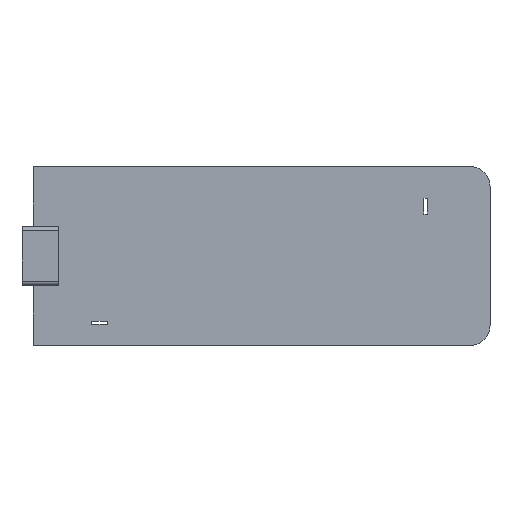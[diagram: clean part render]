
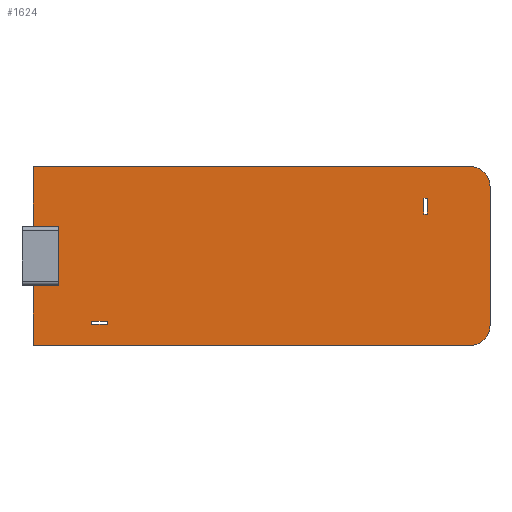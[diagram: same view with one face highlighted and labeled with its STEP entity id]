
A CAD part, top view. The second image highlights one B-rep face of the part: STEP entity #1624.
In plain terms, the highlighted planar face has unit normal (0, 0, 1).
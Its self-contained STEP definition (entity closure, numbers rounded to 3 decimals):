
#9 = CIRCLE ( 'NONE', #4425, 2.5 ) ;
#26 = CARTESIAN_POINT ( 'NONE',  ( 0., -8.25, 1.5 ) ) ;
#31 = LINE ( 'NONE', #5856, #3764 ) ;
#35 = VECTOR ( 'NONE', #691, 1000. ) ;
#66 = EDGE_CURVE ( 'NONE', #3520, #2917, #5720, .T. ) ;
#159 = LINE ( 'NONE', #2558, #35 ) ;
#224 = CARTESIAN_POINT ( 'NONE',  ( -21.5, -8.25, 1.5 ) ) ;
#363 = CARTESIAN_POINT ( 'NONE',  ( -28.9, -2.103, 1.5 ) ) ;
#397 = DIRECTION ( 'NONE',  ( 0., -1., 0. ) ) ;
#447 = VERTEX_POINT ( 'NONE', #3730 ) ;
#485 = CARTESIAN_POINT ( 'NONE',  ( 20.55, 5.3, 1.5 ) ) ;
#488 = CARTESIAN_POINT ( 'NONE',  ( 28.9, -8.8, 1.5 ) ) ;
#590 = VECTOR ( 'NONE', #1147, 1000. ) ;
#618 = EDGE_CURVE ( 'NONE', #3828, #619, #9, .T. ) ;
#619 = VERTEX_POINT ( 'NONE', #488 ) ;
#639 = DIRECTION ( 'NONE',  ( -1., 0., 0. ) ) ;
#691 = DIRECTION ( 'NONE',  ( 0., -1., 0. ) ) ;
#777 = VECTOR ( 'NONE', #4830, 1000. ) ;
#782 = DIRECTION ( 'NONE',  ( -1., 0., 0. ) ) ;
#789 = VECTOR ( 'NONE', #1356, 1000. ) ;
#814 = ORIENTED_EDGE ( 'NONE', *, *, #66, .T. ) ;
#883 = EDGE_CURVE ( 'NONE', #5172, #447, #2463, .T. ) ;
#899 = CARTESIAN_POINT ( 'NONE',  ( 0., 0., 1.5 ) ) ;
#972 = VERTEX_POINT ( 'NONE', #3096 ) ;
#1099 = VECTOR ( 'NONE', #3366, 1000. ) ;
#1108 = VERTEX_POINT ( 'NONE', #2772 ) ;
#1147 = DIRECTION ( 'NONE',  ( -1., 0., 0. ) ) ;
#1192 = CARTESIAN_POINT ( 'NONE',  ( -28.9, 11.3, 1.5 ) ) ;
#1225 = VECTOR ( 'NONE', #4699, 1000. ) ;
#1241 = VECTOR ( 'NONE', #5922, 1000. ) ;
#1356 = DIRECTION ( 'NONE',  ( 0., 1., 0. ) ) ;
#1378 = FACE_BOUND ( 'NONE', #2980, .T. ) ;
#1478 = EDGE_CURVE ( 'NONE', #1711, #2856, #5127, .T. ) ;
#1508 = EDGE_CURVE ( 'NONE', #972, #3438, #4371, .T. ) ;
#1590 = DIRECTION ( 'NONE',  ( 0., -1., 0. ) ) ;
#1624 = ADVANCED_FACE ( 'NONE', ( #4308, #1378, #2891 ), #2954, .T. ) ;
#1636 = VERTEX_POINT ( 'NONE', #485 ) ;
#1652 = ORIENTED_EDGE ( 'NONE', *, *, #618, .T. ) ;
#1673 = EDGE_CURVE ( 'NONE', #3438, #3520, #5868, .T. ) ;
#1681 = DIRECTION ( 'NONE',  ( -1., 0., 0. ) ) ;
#1702 = ORIENTED_EDGE ( 'NONE', *, *, #5348, .T. ) ;
#1711 = VERTEX_POINT ( 'NONE', #4896 ) ;
#1738 = CARTESIAN_POINT ( 'NONE',  ( 20.95, 0., 1.5 ) ) ;
#1818 = ORIENTED_EDGE ( 'NONE', *, *, #4651, .T. ) ;
#1824 = EDGE_CURVE ( 'NONE', #619, #972, #3951, .T. ) ;
#1998 = EDGE_CURVE ( 'NONE', #5842, #1711, #3239, .T. ) ;
#2163 = EDGE_CURVE ( 'NONE', #447, #5614, #159, .T. ) ;
#2175 = LINE ( 'NONE', #6118, #590 ) ;
#2176 = DIRECTION ( 'NONE',  ( 0., 1., 0. ) ) ;
#2254 = DIRECTION ( 'NONE',  ( 0., 0., 1. ) ) ;
#2332 = EDGE_CURVE ( 'NONE', #5614, #3539, #5200, .T. ) ;
#2438 = VECTOR ( 'NONE', #397, 1000. ) ;
#2445 = DIRECTION ( 'NONE',  ( 0., 0., 1. ) ) ;
#2463 = LINE ( 'NONE', #26, #1241 ) ;
#2558 = CARTESIAN_POINT ( 'NONE',  ( -19.5, -8.65, 1.5 ) ) ;
#2614 = EDGE_CURVE ( 'NONE', #2917, #6185, #5272, .T. ) ;
#2626 = CARTESIAN_POINT ( 'NONE',  ( -19.5, -8.65, 1.5 ) ) ;
#2637 = ORIENTED_EDGE ( 'NONE', *, *, #4307, .T. ) ;
#2712 = CARTESIAN_POINT ( 'NONE',  ( -25.7, -2.103, 1.5 ) ) ;
#2726 = AXIS2_PLACEMENT_3D ( 'NONE', #6106, #2254, #1681 ) ;
#2772 = CARTESIAN_POINT ( 'NONE',  ( -28.9, -11.3, 1.5 ) ) ;
#2792 = EDGE_CURVE ( 'NONE', #2799, #4346, #2842, .T. ) ;
#2794 = VECTOR ( 'NONE', #782, 1000. ) ;
#2799 = VERTEX_POINT ( 'NONE', #2712 ) ;
#2842 = LINE ( 'NONE', #3258, #3689 ) ;
#2856 = VERTEX_POINT ( 'NONE', #3353 ) ;
#2863 = ORIENTED_EDGE ( 'NONE', *, *, #4817, .T. ) ;
#2891 = FACE_OUTER_BOUND ( 'NONE', #4636, .T. ) ;
#2917 = VERTEX_POINT ( 'NONE', #4458 ) ;
#2954 = PLANE ( 'NONE',  #3035 ) ;
#2980 = EDGE_LOOP ( 'NONE', ( #2863, #5038, #3669, #3136 ) ) ;
#2984 = EDGE_CURVE ( 'NONE', #4346, #1108, #4001, .T. ) ;
#3035 = AXIS2_PLACEMENT_3D ( 'NONE', #899, #5904, #4276 ) ;
#3096 = CARTESIAN_POINT ( 'NONE',  ( 28.9, 8.8, 1.5 ) ) ;
#3106 = ORIENTED_EDGE ( 'NONE', *, *, #2163, .T. ) ;
#3112 = CARTESIAN_POINT ( 'NONE',  ( 28.9, 0., 1.5 ) ) ;
#3136 = ORIENTED_EDGE ( 'NONE', *, *, #1478, .T. ) ;
#3239 = LINE ( 'NONE', #5186, #1225 ) ;
#3258 = CARTESIAN_POINT ( 'NONE',  ( 0., -2.103, 1.5 ) ) ;
#3270 = VECTOR ( 'NONE', #1590, 1000. ) ;
#3316 = CARTESIAN_POINT ( 'NONE',  ( -28.9, 0., 1.5 ) ) ;
#3353 = CARTESIAN_POINT ( 'NONE',  ( 20.95, 5.3, 1.5 ) ) ;
#3366 = DIRECTION ( 'NONE',  ( 0., -1., 0. ) ) ;
#3406 = EDGE_LOOP ( 'NONE', ( #6057, #2637, #4889, #3106 ) ) ;
#3438 = VERTEX_POINT ( 'NONE', #5974 ) ;
#3520 = VERTEX_POINT ( 'NONE', #1192 ) ;
#3539 = VERTEX_POINT ( 'NONE', #4213 ) ;
#3606 = ORIENTED_EDGE ( 'NONE', *, *, #1673, .T. ) ;
#3669 = ORIENTED_EDGE ( 'NONE', *, *, #1998, .T. ) ;
#3689 = VECTOR ( 'NONE', #5236, 1000. ) ;
#3730 = CARTESIAN_POINT ( 'NONE',  ( -19.5, -8.25, 1.5 ) ) ;
#3732 = CARTESIAN_POINT ( 'NONE',  ( -25.7, 0., 1.5 ) ) ;
#3764 = VECTOR ( 'NONE', #4010, 1000. ) ;
#3828 = VERTEX_POINT ( 'NONE', #5449 ) ;
#3951 = LINE ( 'NONE', #3112, #5758 ) ;
#4001 = LINE ( 'NONE', #6052, #3270 ) ;
#4010 = DIRECTION ( 'NONE',  ( 1., 0., 0. ) ) ;
#4028 = VECTOR ( 'NONE', #2176, 1000. ) ;
#4200 = DIRECTION ( 'NONE',  ( 1., 0., 0. ) ) ;
#4213 = CARTESIAN_POINT ( 'NONE',  ( -21.5, -8.65, 1.5 ) ) ;
#4227 = CARTESIAN_POINT ( 'NONE',  ( 0., -8.65, 1.5 ) ) ;
#4276 = DIRECTION ( 'NONE',  ( 1., 0., 0. ) ) ;
#4307 = EDGE_CURVE ( 'NONE', #3539, #5172, #4591, .T. ) ;
#4308 = FACE_BOUND ( 'NONE', #3406, .T. ) ;
#4322 = CARTESIAN_POINT ( 'NONE',  ( -25.7, 2.103, 1.5 ) ) ;
#4337 = LINE ( 'NONE', #3732, #1099 ) ;
#4340 = CARTESIAN_POINT ( 'NONE',  ( 0., 11.3, 1.5 ) ) ;
#4346 = VERTEX_POINT ( 'NONE', #363 ) ;
#4371 = CIRCLE ( 'NONE', #2726, 2.5 ) ;
#4415 = ORIENTED_EDGE ( 'NONE', *, *, #1824, .T. ) ;
#4425 = AXIS2_PLACEMENT_3D ( 'NONE', #5839, #2445, #639 ) ;
#4442 = DIRECTION ( 'NONE',  ( 0., 1., 0. ) ) ;
#4458 = CARTESIAN_POINT ( 'NONE',  ( -28.9, 2.103, 1.5 ) ) ;
#4591 = LINE ( 'NONE', #224, #789 ) ;
#4595 = ORIENTED_EDGE ( 'NONE', *, *, #2792, .T. ) ;
#4604 = ORIENTED_EDGE ( 'NONE', *, *, #2614, .T. ) ;
#4636 = EDGE_LOOP ( 'NONE', ( #4604, #1702, #4595, #5191, #1818, #1652, #4415, #4776, #3606, #814 ) ) ;
#4651 = EDGE_CURVE ( 'NONE', #1108, #3828, #31, .T. ) ;
#4699 = DIRECTION ( 'NONE',  ( 1., 0., 0. ) ) ;
#4776 = ORIENTED_EDGE ( 'NONE', *, *, #1508, .T. ) ;
#4817 = EDGE_CURVE ( 'NONE', #2856, #1636, #2175, .T. ) ;
#4830 = DIRECTION ( 'NONE',  ( -1., 0., 0. ) ) ;
#4889 = ORIENTED_EDGE ( 'NONE', *, *, #883, .T. ) ;
#4896 = CARTESIAN_POINT ( 'NONE',  ( 20.95, 7.3, 1.5 ) ) ;
#4921 = CARTESIAN_POINT ( 'NONE',  ( 20.55, 7.3, 1.5 ) ) ;
#5038 = ORIENTED_EDGE ( 'NONE', *, *, #6098, .T. ) ;
#5127 = LINE ( 'NONE', #1738, #5597 ) ;
#5172 = VERTEX_POINT ( 'NONE', #5983 ) ;
#5186 = CARTESIAN_POINT ( 'NONE',  ( 20.95, 7.3, 1.5 ) ) ;
#5191 = ORIENTED_EDGE ( 'NONE', *, *, #2984, .T. ) ;
#5200 = LINE ( 'NONE', #4227, #2794 ) ;
#5236 = DIRECTION ( 'NONE',  ( -1., 0., 0. ) ) ;
#5272 = LINE ( 'NONE', #5302, #6181 ) ;
#5302 = CARTESIAN_POINT ( 'NONE',  ( 0., 2.103, 1.5 ) ) ;
#5348 = EDGE_CURVE ( 'NONE', #6185, #2799, #4337, .T. ) ;
#5449 = CARTESIAN_POINT ( 'NONE',  ( 26.4, -11.3, 1.5 ) ) ;
#5597 = VECTOR ( 'NONE', #6167, 1000. ) ;
#5614 = VERTEX_POINT ( 'NONE', #2626 ) ;
#5666 = LINE ( 'NONE', #6119, #4028 ) ;
#5720 = LINE ( 'NONE', #3316, #2438 ) ;
#5758 = VECTOR ( 'NONE', #4442, 1000. ) ;
#5839 = CARTESIAN_POINT ( 'NONE',  ( 26.4, -8.8, 1.5 ) ) ;
#5842 = VERTEX_POINT ( 'NONE', #4921 ) ;
#5856 = CARTESIAN_POINT ( 'NONE',  ( 0., -11.3, 1.5 ) ) ;
#5868 = LINE ( 'NONE', #4340, #777 ) ;
#5904 = DIRECTION ( 'NONE',  ( 0., 0., 1. ) ) ;
#5922 = DIRECTION ( 'NONE',  ( 1., 0., 0. ) ) ;
#5974 = CARTESIAN_POINT ( 'NONE',  ( 26.4, 11.3, 1.5 ) ) ;
#5983 = CARTESIAN_POINT ( 'NONE',  ( -21.5, -8.25, 1.5 ) ) ;
#6052 = CARTESIAN_POINT ( 'NONE',  ( -28.9, 0., 1.5 ) ) ;
#6057 = ORIENTED_EDGE ( 'NONE', *, *, #2332, .T. ) ;
#6098 = EDGE_CURVE ( 'NONE', #1636, #5842, #5666, .T. ) ;
#6106 = CARTESIAN_POINT ( 'NONE',  ( 26.4, 8.8, 1.5 ) ) ;
#6118 = CARTESIAN_POINT ( 'NONE',  ( 20.55, 5.3, 1.5 ) ) ;
#6119 = CARTESIAN_POINT ( 'NONE',  ( 20.55, 0., 1.5 ) ) ;
#6167 = DIRECTION ( 'NONE',  ( 0., -1., 0. ) ) ;
#6181 = VECTOR ( 'NONE', #4200, 1000. ) ;
#6185 = VERTEX_POINT ( 'NONE', #4322 ) ;
